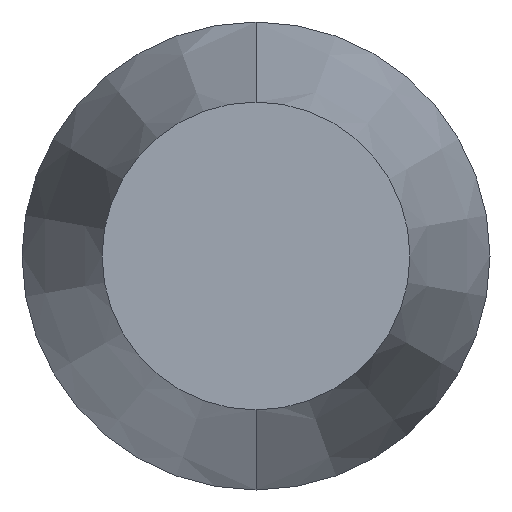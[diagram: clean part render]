
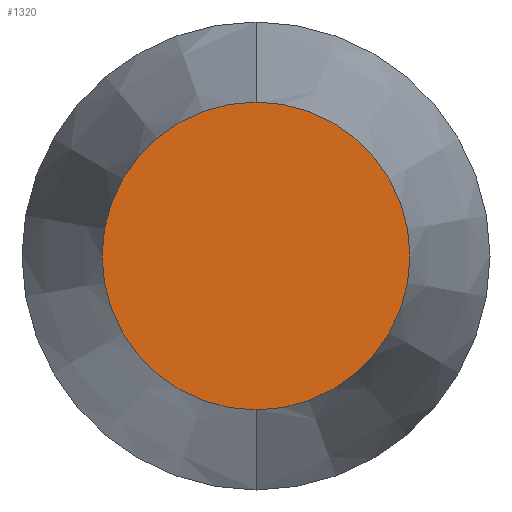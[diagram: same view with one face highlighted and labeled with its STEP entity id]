
A CAD part, front view. The second image highlights one B-rep face of the part: STEP entity #1320.
In plain terms, the highlighted planar face has unit normal (0, -1, 0).
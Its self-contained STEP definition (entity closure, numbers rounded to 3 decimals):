
#32 = EDGE_CURVE ( 'NONE', #262, #1264, #698, .T. ) ;
#99 = CARTESIAN_POINT ( 'NONE',  ( 0., 0., 0. ) ) ;
#122 = CIRCLE ( 'NONE', #681, 6.25 ) ;
#262 = VERTEX_POINT ( 'NONE', #979 ) ;
#323 = DIRECTION ( 'NONE',  ( 0., 0., -1. ) ) ;
#438 = CARTESIAN_POINT ( 'NONE',  ( 6.25, 0., 0. ) ) ;
#515 = ORIENTED_EDGE ( 'NONE', *, *, #848, .T. ) ;
#614 = CARTESIAN_POINT ( 'NONE',  ( 0., 0., 0. ) ) ;
#681 = AXIS2_PLACEMENT_3D ( 'NONE', #99, #854, #323 ) ;
#698 = CIRCLE ( 'NONE', #1019, 6.25 ) ;
#719 = AXIS2_PLACEMENT_3D ( 'NONE', #438, #1262, #752 ) ;
#722 = DIRECTION ( 'NONE',  ( 0., -1., 0. ) ) ;
#752 = DIRECTION ( 'NONE',  ( 0., 0., -1. ) ) ;
#847 = PLANE ( 'NONE',  #719 ) ;
#848 = EDGE_CURVE ( 'NONE', #1264, #262, #122, .T. ) ;
#854 = DIRECTION ( 'NONE',  ( 0., -1., 0. ) ) ;
#979 = CARTESIAN_POINT ( 'NONE',  ( 0., 0., 6.25 ) ) ;
#1019 = AXIS2_PLACEMENT_3D ( 'NONE', #614, #722, #1337 ) ;
#1044 = EDGE_LOOP ( 'NONE', ( #1261, #515 ) ) ;
#1130 = FACE_OUTER_BOUND ( 'NONE', #1044, .T. ) ;
#1261 = ORIENTED_EDGE ( 'NONE', *, *, #32, .T. ) ;
#1262 = DIRECTION ( 'NONE',  ( 0., -1., 0. ) ) ;
#1264 = VERTEX_POINT ( 'NONE', #1324 ) ;
#1320 = ADVANCED_FACE ( 'NONE', ( #1130 ), #847, .T. ) ;
#1324 = CARTESIAN_POINT ( 'NONE',  ( 0., 0., -6.25 ) ) ;
#1337 = DIRECTION ( 'NONE',  ( 0., 0., -1. ) ) ;
